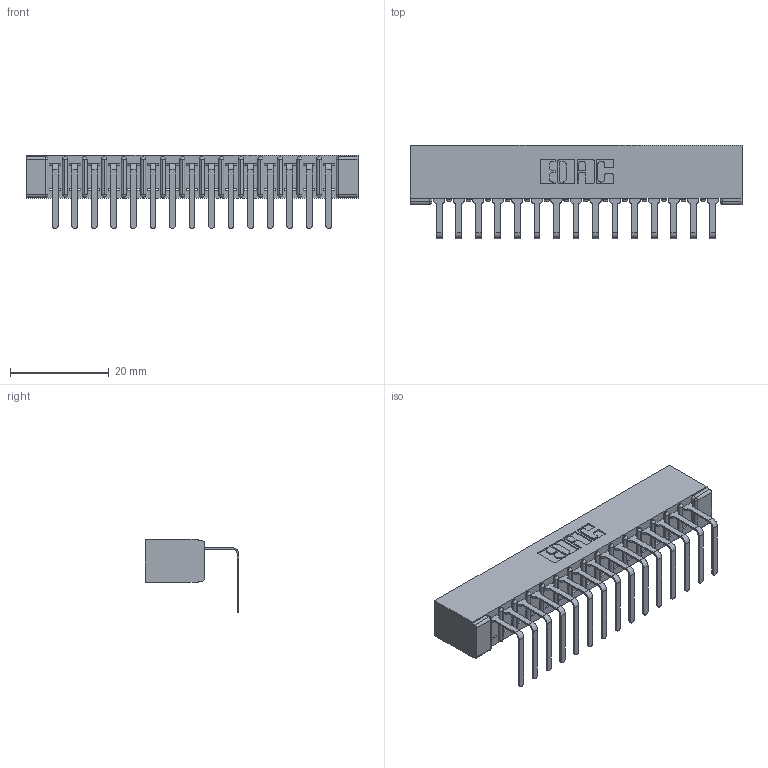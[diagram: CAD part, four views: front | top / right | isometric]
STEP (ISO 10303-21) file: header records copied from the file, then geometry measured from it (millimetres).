
FILE_DESCRIPTION (( 'STEP AP203' ), '1' );
FILE_NAME ('307-015-558-101.STEP', '2019-09-04T12:43:14', ( '' ), ( '' ), 'SwSTEP 2.0', 'SolidWorks 2016', '' );
FILE_SCHEMA (( 'CONFIG_CONTROL_DESIGN' ));
Length unit declared in the file: inch
Products named in the file (3): 307-290-001_558 - 2 (Single); 307-015-558-101; 307 Part_No Mounting Lugs
Assembly tree (16 placements, depth 2):
  307-015-558-101
    307 Part_No Mounting Lugs
    307-290-001_558 - 2 (Single)  x15
Bounding box: 67.31 x 18.96 x 14.81 mm (x, y, z)
Volume: 4533.8 mm3; surface area: 7490 mm2
Topology: 16 solids, 16 shells, 1026 faces, 2909 edges, 1874 vertices
Faces by surface type: plane 651, cylinder 343, sphere 32
Entity records: 16014 total; most frequent: CARTESIAN_POINT 2688, ORIENTED_EDGE 2674, DIRECTION 2629, EDGE_CURVE 1337, LINE 1015, VECTOR 1015, VERTEX_POINT 866, AXIS2_PLACEMENT_3D 807
